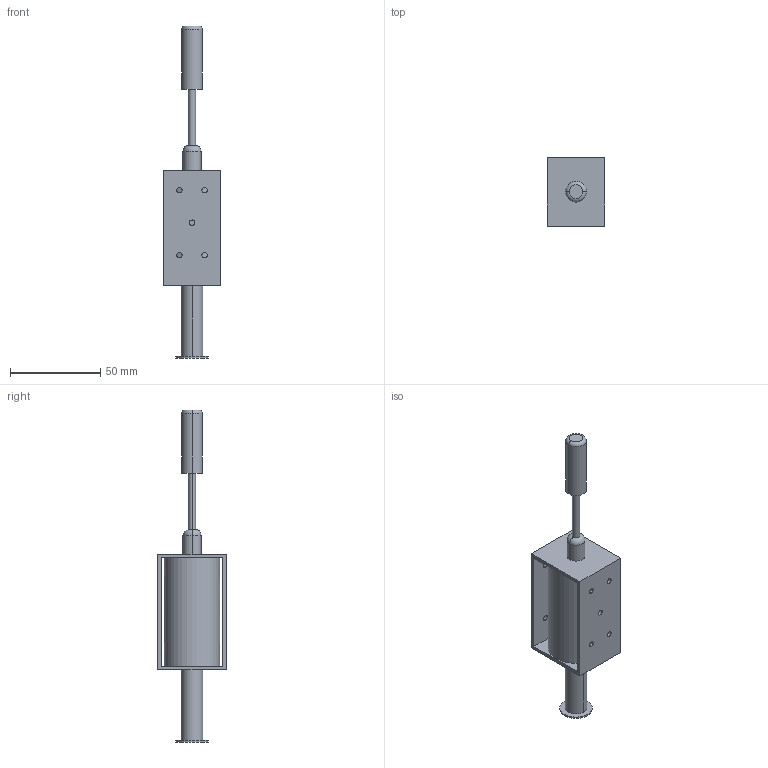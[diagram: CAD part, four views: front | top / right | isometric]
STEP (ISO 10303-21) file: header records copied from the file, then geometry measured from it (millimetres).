
FILE_DESCRIPTION (( 'STEP AP203' ), '1' );
FILE_NAME ('12v_35mm_Solenoid_OFD.STEP', '2022-08-08T13:56:00', ( '' ), ( '' ), 'SwSTEP 2.0', 'SolidWorks 2020', '' );
FILE_SCHEMA (( 'CONFIG_CONTROL_DESIGN' ));
Length unit declared in the file: millimetre
Products named in the file (1): 12v_35mm_Solenoid_OFD
Bounding box: 32 x 38 x 184 mm (x, y, z)
Volume: 66852.2 mm3; surface area: 21702.8 mm2
Topology: 1 solids, 1 shells, 56 faces, 140 edges, 90 vertices
Faces by surface type: cylinder 36, plane 16, torus 4
Entity records: 1919 total; most frequent: CARTESIAN_POINT 391, DIRECTION 324, ORIENTED_EDGE 280, EDGE_CURVE 140, AXIS2_PLACEMENT_3D 131, VERTEX_POINT 90, EDGE_LOOP 84, CIRCLE 74
